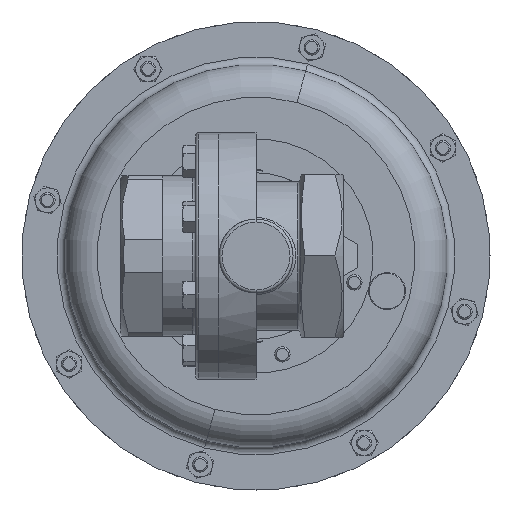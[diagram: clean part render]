
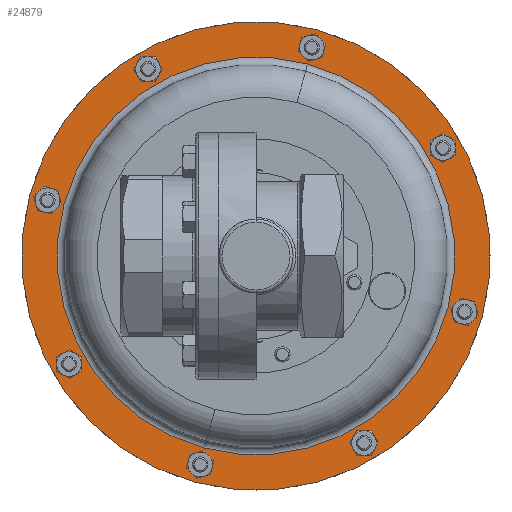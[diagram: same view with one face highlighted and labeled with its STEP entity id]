
A CAD part, front view. The second image highlights one B-rep face of the part: STEP entity #24879.
In plain terms, the highlighted planar face has unit normal (0, -1, 0).
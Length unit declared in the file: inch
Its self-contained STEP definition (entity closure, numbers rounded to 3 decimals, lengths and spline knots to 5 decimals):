
#1434 = CARTESIAN_POINT ( 'NONE',  ( -1.22939, 8.0925, -4.58815 ) ) ;
#5381 = ORIENTED_EDGE ( 'NONE', *, *, #22269, .T. ) ;
#5632 = ORIENTED_EDGE ( 'NONE', *, *, #19171, .F. ) ;
#5669 = CARTESIAN_POINT ( 'NONE',  ( 0., 8.0925, 0. ) ) ;
#6907 = VERTEX_POINT ( 'NONE', #38238 ) ;
#7162 = CARTESIAN_POINT ( 'NONE',  ( 1.22939, 8.0925, 4.58815 ) ) ;
#7945 = CARTESIAN_POINT ( 'NONE',  ( 0., 8.0925, 0. ) ) ;
#8051 = CARTESIAN_POINT ( 'NONE',  ( 0., 8.0925, 0. ) ) ;
#8757 = DIRECTION ( 'NONE',  ( 0.259, 0., 0.966 ) ) ;
#8872 = VERTEX_POINT ( 'NONE', #7162 ) ;
#9398 = PLANE ( 'NONE',  #13693 ) ;
#9816 = CIRCLE ( 'NONE', #31507, 4.75 ) ;
#11061 = DIRECTION ( 'NONE',  ( 0.259, 0., 0.966 ) ) ;
#11108 = FACE_OUTER_BOUND ( 'NONE', #31407, .T. ) ;
#11171 = DIRECTION ( 'NONE',  ( 0.259, 0., 0.966 ) ) ;
#12750 = AXIS2_PLACEMENT_3D ( 'NONE', #7945, #30130, #11061 ) ;
#13119 = DIRECTION ( 'NONE',  ( -0.259, 0., -0.966 ) ) ;
#13227 = CIRCLE ( 'NONE', #22512, 4.029 ) ;
#13235 = CARTESIAN_POINT ( 'NONE',  ( 0., 8.0925, 0. ) ) ;
#13693 = AXIS2_PLACEMENT_3D ( 'NONE', #28975, #32231, #13119 ) ;
#14362 = CIRCLE ( 'NONE', #23989, 4.75 ) ;
#15297 = EDGE_CURVE ( 'NONE', #6907, #38027, #15704, .T. ) ;
#15704 = CIRCLE ( 'NONE', #12750, 4.029 ) ;
#15858 = VERTEX_POINT ( 'NONE', #1434 ) ;
#16451 = DIRECTION ( 'NONE',  ( 0.259, 0., 0.966 ) ) ;
#19171 = EDGE_CURVE ( 'NONE', #15858, #8872, #14362, .T. ) ;
#22269 = EDGE_CURVE ( 'NONE', #38027, #6907, #13227, .T. ) ;
#22355 = ORIENTED_EDGE ( 'NONE', *, *, #40033, .F. ) ;
#22512 = AXIS2_PLACEMENT_3D ( 'NONE', #13235, #35685, #16451 ) ;
#22738 = EDGE_LOOP ( 'NONE', ( #33450, #5381 ) ) ;
#23989 = AXIS2_PLACEMENT_3D ( 'NONE', #8051, #30244, #11171 ) ;
#24879 = ADVANCED_FACE ( 'NONE', ( #37738, #11108 ), #9398, .T. ) ;
#26448 = CARTESIAN_POINT ( 'NONE',  ( -1.04278, 8.0925, -3.89172 ) ) ;
#27731 = DIRECTION ( 'NONE',  ( 0., 1., 0. ) ) ;
#28975 = CARTESIAN_POINT ( 'NONE',  ( 4.58815, 8.0925, -1.22939 ) ) ;
#30130 = DIRECTION ( 'NONE',  ( 0., 1., 0. ) ) ;
#30244 = DIRECTION ( 'NONE',  ( 0., 1., 0. ) ) ;
#31407 = EDGE_LOOP ( 'NONE', ( #22355, #5632 ) ) ;
#31507 = AXIS2_PLACEMENT_3D ( 'NONE', #5669, #27731, #8757 ) ;
#32231 = DIRECTION ( 'NONE',  ( 0., -1., 0. ) ) ;
#33450 = ORIENTED_EDGE ( 'NONE', *, *, #15297, .T. ) ;
#35685 = DIRECTION ( 'NONE',  ( 0., 1., 0. ) ) ;
#37738 = FACE_BOUND ( 'NONE', #22738, .T. ) ;
#38027 = VERTEX_POINT ( 'NONE', #26448 ) ;
#38238 = CARTESIAN_POINT ( 'NONE',  ( 1.04278, 8.0925, 3.89172 ) ) ;
#40033 = EDGE_CURVE ( 'NONE', #8872, #15858, #9816, .T. ) ;
